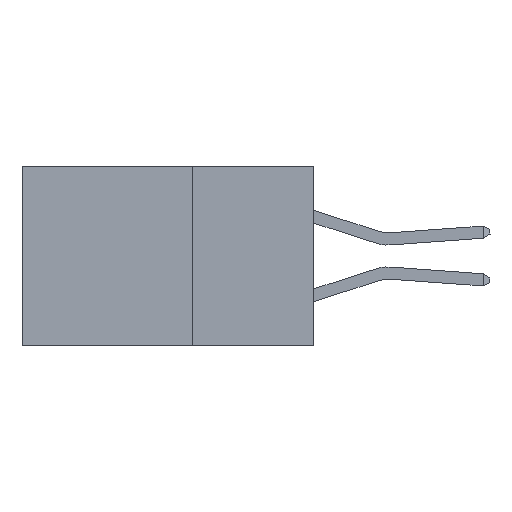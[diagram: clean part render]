
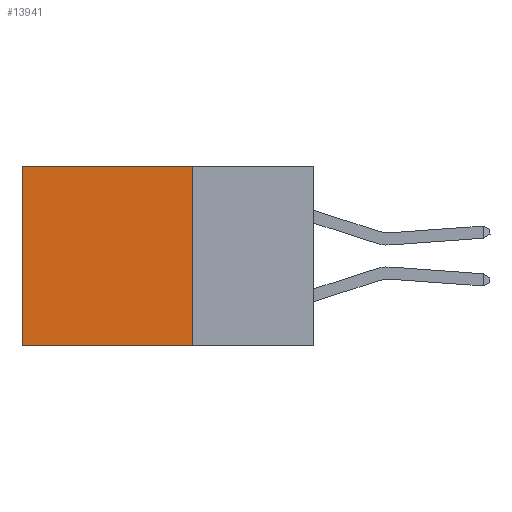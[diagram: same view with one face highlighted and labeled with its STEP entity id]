
A CAD part, left-side view. The second image highlights one B-rep face of the part: STEP entity #13941.
In plain terms, the highlighted planar face has unit normal (-1, 0, 0).
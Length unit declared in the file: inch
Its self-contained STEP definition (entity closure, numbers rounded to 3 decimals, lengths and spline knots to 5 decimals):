
#771 = CARTESIAN_POINT ( 'NONE',  ( 0.2875, 0.25, 0. ) ) ;
#846 = VECTOR ( 'NONE', #11839, 39.37008 ) ;
#1462 = LINE ( 'NONE', #4205, #17618 ) ;
#2234 = AXIS2_PLACEMENT_3D ( 'NONE', #4877, #14007, #6181 ) ;
#2373 = CARTESIAN_POINT ( 'NONE',  ( 0.2875, 0.6, 0. ) ) ;
#2593 = DIRECTION ( 'NONE',  ( 0., 0., -1. ) ) ;
#2726 = VERTEX_POINT ( 'NONE', #15647 ) ;
#2919 = EDGE_CURVE ( 'NONE', #19468, #9879, #16044, .T. ) ;
#3867 = CARTESIAN_POINT ( 'NONE',  ( 0.2875, 0.25, -0.37 ) ) ;
#4205 = CARTESIAN_POINT ( 'NONE',  ( 0.2875, 0.25, 0. ) ) ;
#4877 = CARTESIAN_POINT ( 'NONE',  ( 0.2875, 0.25, 0. ) ) ;
#5788 = CARTESIAN_POINT ( 'NONE',  ( 0.2875, 0.25, 0. ) ) ;
#6181 = DIRECTION ( 'NONE',  ( 0., 0., -1. ) ) ;
#6552 = LINE ( 'NONE', #3867, #17237 ) ;
#8171 = EDGE_CURVE ( 'NONE', #9879, #2726, #11625, .T. ) ;
#8401 = DIRECTION ( 'NONE',  ( 0., 1., 0. ) ) ;
#8837 = ORIENTED_EDGE ( 'NONE', *, *, #13725, .F. ) ;
#9300 = PLANE ( 'NONE',  #2234 ) ;
#9667 = ORIENTED_EDGE ( 'NONE', *, *, #8171, .T. ) ;
#9879 = VERTEX_POINT ( 'NONE', #2373 ) ;
#9976 = DIRECTION ( 'NONE',  ( 0., 1., 0. ) ) ;
#11596 = ORIENTED_EDGE ( 'NONE', *, *, #11621, .F. ) ;
#11621 = EDGE_CURVE ( 'NONE', #19708, #2726, #6552, .T. ) ;
#11625 = LINE ( 'NONE', #13233, #846 ) ;
#11839 = DIRECTION ( 'NONE',  ( 0., 0., -1. ) ) ;
#13083 = CARTESIAN_POINT ( 'NONE',  ( 0.2875, 0.25, -0.37 ) ) ;
#13233 = CARTESIAN_POINT ( 'NONE',  ( 0.2875, 0.6, 0. ) ) ;
#13725 = EDGE_CURVE ( 'NONE', #19468, #19708, #1462, .T. ) ;
#13941 = ADVANCED_FACE ( 'NONE', ( #18336 ), #9300, .F. ) ;
#14007 = DIRECTION ( 'NONE',  ( 1., 0., 0. ) ) ;
#15647 = CARTESIAN_POINT ( 'NONE',  ( 0.2875, 0.6, -0.37 ) ) ;
#16044 = LINE ( 'NONE', #771, #18831 ) ;
#17237 = VECTOR ( 'NONE', #9976, 39.37008 ) ;
#17618 = VECTOR ( 'NONE', #2593, 39.37008 ) ;
#17670 = EDGE_LOOP ( 'NONE', ( #9667, #11596, #8837, #18071 ) ) ;
#18071 = ORIENTED_EDGE ( 'NONE', *, *, #2919, .T. ) ;
#18336 = FACE_OUTER_BOUND ( 'NONE', #17670, .T. ) ;
#18831 = VECTOR ( 'NONE', #8401, 39.37008 ) ;
#19468 = VERTEX_POINT ( 'NONE', #5788 ) ;
#19708 = VERTEX_POINT ( 'NONE', #13083 ) ;
